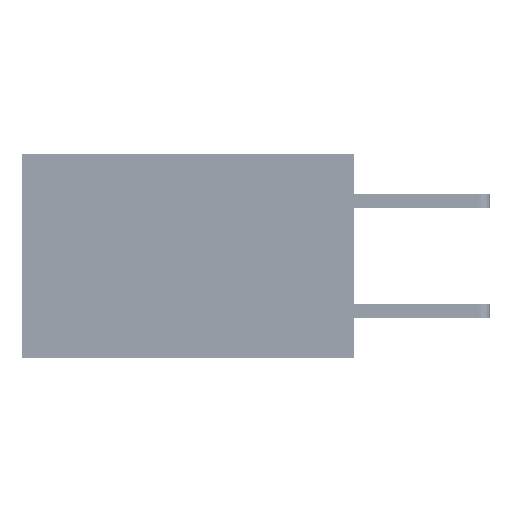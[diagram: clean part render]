
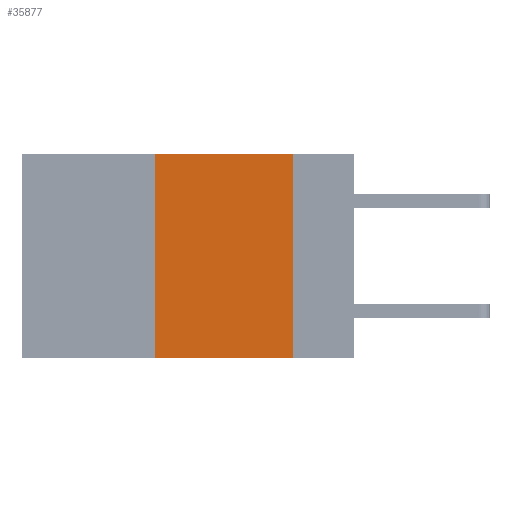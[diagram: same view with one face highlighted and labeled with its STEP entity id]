
A CAD part, left-side view. The second image highlights one B-rep face of the part: STEP entity #35877.
In plain terms, the highlighted planar face has unit normal (-1, 0, 0).
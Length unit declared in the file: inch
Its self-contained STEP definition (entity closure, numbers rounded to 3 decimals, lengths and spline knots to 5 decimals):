
#1476 = CARTESIAN_POINT ( 'NONE',  ( 0., 0.36, 0. ) ) ;
#2460 = DIRECTION ( 'NONE',  ( 0., -1., 0. ) ) ;
#3870 = VECTOR ( 'NONE', #2460, 39.37008 ) ;
#4371 = CARTESIAN_POINT ( 'NONE',  ( 0., 0.6, -0.37 ) ) ;
#4432 = ORIENTED_EDGE ( 'NONE', *, *, #8016, .T. ) ;
#6110 = CARTESIAN_POINT ( 'NONE',  ( 0., 0.36, 0. ) ) ;
#7882 = DIRECTION ( 'NONE',  ( 0., 0., 1. ) ) ;
#8016 = EDGE_CURVE ( 'NONE', #8396, #9172, #39881, .T. ) ;
#8396 = VERTEX_POINT ( 'NONE', #15461 ) ;
#8849 = FACE_OUTER_BOUND ( 'NONE', #38442, .T. ) ;
#9172 = VERTEX_POINT ( 'NONE', #29257 ) ;
#9612 = ORIENTED_EDGE ( 'NONE', *, *, #12999, .F. ) ;
#12999 = EDGE_CURVE ( 'NONE', #8396, #24633, #29142, .T. ) ;
#15461 = CARTESIAN_POINT ( 'NONE',  ( 0., 0.36, -0.37 ) ) ;
#15854 = LINE ( 'NONE', #43961, #41941 ) ;
#18317 = AXIS2_PLACEMENT_3D ( 'NONE', #32408, #28708, #36767 ) ;
#18954 = EDGE_CURVE ( 'NONE', #23444, #9172, #15854, .T. ) ;
#20296 = DIRECTION ( 'NONE',  ( 0., 0., -1. ) ) ;
#23123 = CARTESIAN_POINT ( 'NONE',  ( 0., 0.6, 0. ) ) ;
#23444 = VERTEX_POINT ( 'NONE', #33063 ) ;
#24633 = VERTEX_POINT ( 'NONE', #6110 ) ;
#25143 = ORIENTED_EDGE ( 'NONE', *, *, #42404, .F. ) ;
#27014 = VECTOR ( 'NONE', #7882, 39.37008 ) ;
#28708 = DIRECTION ( 'NONE',  ( 1., 0., 0. ) ) ;
#29002 = PLANE ( 'NONE',  #18317 ) ;
#29142 = LINE ( 'NONE', #1476, #27014 ) ;
#29189 = ORIENTED_EDGE ( 'NONE', *, *, #18954, .F. ) ;
#29257 = CARTESIAN_POINT ( 'NONE',  ( 0., 0.11, -0.37 ) ) ;
#32408 = CARTESIAN_POINT ( 'NONE',  ( 0., 0.6, 0. ) ) ;
#33063 = CARTESIAN_POINT ( 'NONE',  ( 0., 0.11, 0. ) ) ;
#34231 = LINE ( 'NONE', #23123, #3870 ) ;
#34613 = DIRECTION ( 'NONE',  ( 0., -1., 0. ) ) ;
#35877 = ADVANCED_FACE ( 'NONE', ( #8849 ), #29002, .F. ) ;
#36767 = DIRECTION ( 'NONE',  ( 0., 0., -1. ) ) ;
#37757 = VECTOR ( 'NONE', #34613, 39.37008 ) ;
#38442 = EDGE_LOOP ( 'NONE', ( #29189, #25143, #9612, #4432 ) ) ;
#39881 = LINE ( 'NONE', #4371, #37757 ) ;
#41941 = VECTOR ( 'NONE', #20296, 39.37008 ) ;
#42404 = EDGE_CURVE ( 'NONE', #24633, #23444, #34231, .T. ) ;
#43961 = CARTESIAN_POINT ( 'NONE',  ( 0., 0.11, 0. ) ) ;
